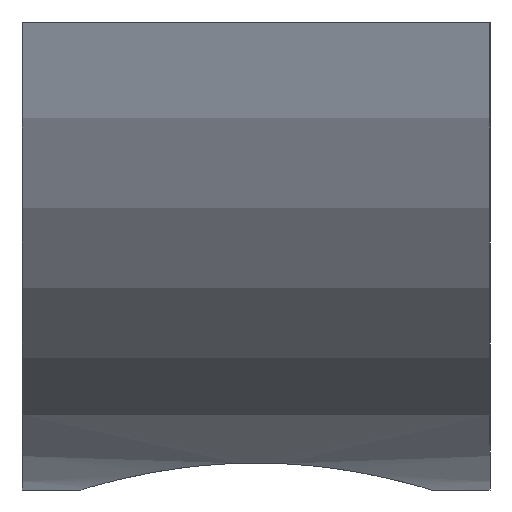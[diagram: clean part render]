
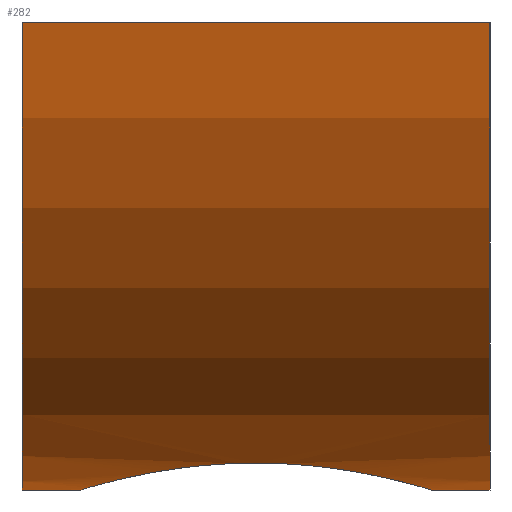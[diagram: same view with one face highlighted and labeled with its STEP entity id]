
A CAD part, left-side view. The second image highlights one B-rep face of the part: STEP entity #282.
In plain terms, the highlighted cylindrical face has radius 25 mm (diameter 50 mm), a partial arc.
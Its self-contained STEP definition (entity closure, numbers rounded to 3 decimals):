
#15=B_SPLINE_CURVE_WITH_KNOTS('',3,(#469,#470,#471,#472,#473,#474,#475,
#476,#477,#478),.UNSPECIFIED.,.F.,.F.,(4,2,2,2,4),(1.138,1.422,
1.706,1.991,2.275),.UNSPECIFIED.);
#16=B_SPLINE_CURVE_WITH_KNOTS('',3,(#480,#481,#482,#483,#484,#485,#486,
#487,#488,#489),.UNSPECIFIED.,.F.,.F.,(4,2,2,2,4),(2.275,2.56,
2.844,3.129,3.413),.UNSPECIFIED.);
#17=B_SPLINE_CURVE_WITH_KNOTS('',3,(#490,#491,#492,#493,#494,#495,#496,
#497,#498,#499,#500,#501,#502,#503,#504,#505,#506,#507,#508),
 .UNSPECIFIED.,.F.,.F.,(4,2,2,2,3,2,2,2,4),(3.413,3.697,
3.982,4.266,4.551,4.835,5.12,
5.404,5.688),.UNSPECIFIED.);
#18=CYLINDRICAL_SURFACE('',#322,25.);
#32=FACE_BOUND('',#63,.T.);
#40=FACE_OUTER_BOUND('',#62,.T.);
#62=EDGE_LOOP('',(#232,#233,#234,#235));
#63=EDGE_LOOP('',(#236,#237,#238));
#84=LINE('',#460,#107);
#87=LINE('',#464,#110);
#107=VECTOR('',#379,10.);
#110=VECTOR('',#384,10.);
#118=CIRCLE('',#308,25.);
#123=CIRCLE('',#314,25.);
#136=VERTEX_POINT('',#428);
#137=VERTEX_POINT('',#430);
#143=VERTEX_POINT('',#444);
#144=VERTEX_POINT('',#446);
#150=VERTEX_POINT('',#467);
#151=VERTEX_POINT('',#468);
#152=VERTEX_POINT('',#479);
#164=EDGE_CURVE('',#136,#137,#118,.T.);
#172=EDGE_CURVE('',#144,#143,#123,.T.);
#179=EDGE_CURVE('',#143,#137,#84,.T.);
#182=EDGE_CURVE('',#136,#144,#87,.T.);
#183=EDGE_CURVE('',#150,#151,#15,.T.);
#184=EDGE_CURVE('',#151,#152,#16,.T.);
#185=EDGE_CURVE('',#152,#150,#17,.T.);
#232=ORIENTED_EDGE('',*,*,#179,.T.);
#233=ORIENTED_EDGE('',*,*,#164,.F.);
#234=ORIENTED_EDGE('',*,*,#182,.T.);
#235=ORIENTED_EDGE('',*,*,#172,.T.);
#236=ORIENTED_EDGE('',*,*,#183,.T.);
#237=ORIENTED_EDGE('',*,*,#184,.T.);
#238=ORIENTED_EDGE('',*,*,#185,.T.);
#282=ADVANCED_FACE('',(#40,#32),#18,.T.);
#308=AXIS2_PLACEMENT_3D('',#431,#350,#351);
#314=AXIS2_PLACEMENT_3D('',#447,#365,#366);
#322=AXIS2_PLACEMENT_3D('',#466,#387,#388);
#350=DIRECTION('center_axis',(0.,1.,0.));
#351=DIRECTION('ref_axis',(1.,0.,0.));
#365=DIRECTION('center_axis',(0.,1.,0.));
#366=DIRECTION('ref_axis',(1.,0.,0.));
#379=DIRECTION('',(0.,1.,0.));
#384=DIRECTION('',(0.,-1.,0.));
#387=DIRECTION('center_axis',(0.,1.,0.));
#388=DIRECTION('ref_axis',(1.,0.,0.));
#428=CARTESIAN_POINT('',(24.495,20.,-5.));
#430=CARTESIAN_POINT('',(-24.495,20.,-5.));
#431=CARTESIAN_POINT('Origin',(0.,20.,0.));
#444=CARTESIAN_POINT('',(-24.495,0.,-5.));
#446=CARTESIAN_POINT('',(24.495,0.,-5.));
#447=CARTESIAN_POINT('Origin',(0.,0.,0.));
#460=CARTESIAN_POINT('',(-24.495,0.,-5.));
#464=CARTESIAN_POINT('',(24.495,0.,-5.));
#466=CARTESIAN_POINT('Origin',(0.,0.,0.));
#467=CARTESIAN_POINT('',(0.,17.5,-25.));
#468=CARTESIAN_POINT('',(-7.5,10.,-23.848));
#469=CARTESIAN_POINT('Ctrl Pts',(0.,17.5,-25.));
#470=CARTESIAN_POINT('Ctrl Pts',(-0.948,17.5,-25.));
#471=CARTESIAN_POINT('Ctrl Pts',(-1.955,17.309,-24.941));
#472=CARTESIAN_POINT('Ctrl Pts',(-3.801,16.542,-24.727));
#473=CARTESIAN_POINT('Ctrl Pts',(-4.641,15.966,-24.575));
#474=CARTESIAN_POINT('Ctrl Pts',(-5.966,14.641,-24.287));
#475=CARTESIAN_POINT('Ctrl Pts',(-6.542,13.801,-24.132));
#476=CARTESIAN_POINT('Ctrl Pts',(-7.309,11.955,-23.911));
#477=CARTESIAN_POINT('Ctrl Pts',(-7.5,10.948,-23.848));
#478=CARTESIAN_POINT('Ctrl Pts',(-7.5,10.,-23.848));
#479=CARTESIAN_POINT('',(0.,2.5,-25.));
#480=CARTESIAN_POINT('Ctrl Pts',(-7.5,10.,-23.848));
#481=CARTESIAN_POINT('Ctrl Pts',(-7.5,9.052,-23.848));
#482=CARTESIAN_POINT('Ctrl Pts',(-7.309,8.045,-23.911));
#483=CARTESIAN_POINT('Ctrl Pts',(-6.542,6.199,-24.132));
#484=CARTESIAN_POINT('Ctrl Pts',(-5.966,5.359,-24.287));
#485=CARTESIAN_POINT('Ctrl Pts',(-4.641,4.034,-24.575));
#486=CARTESIAN_POINT('Ctrl Pts',(-3.801,3.458,-24.727));
#487=CARTESIAN_POINT('Ctrl Pts',(-1.955,2.691,-24.941));
#488=CARTESIAN_POINT('Ctrl Pts',(-0.948,2.5,-25.));
#489=CARTESIAN_POINT('Ctrl Pts',(0.,2.5,-25.));
#490=CARTESIAN_POINT('Ctrl Pts',(0.,2.5,-25.));
#491=CARTESIAN_POINT('Ctrl Pts',(0.948,2.5,-25.));
#492=CARTESIAN_POINT('Ctrl Pts',(1.955,2.691,-24.941));
#493=CARTESIAN_POINT('Ctrl Pts',(3.801,3.458,-24.727));
#494=CARTESIAN_POINT('Ctrl Pts',(4.641,4.034,-24.575));
#495=CARTESIAN_POINT('Ctrl Pts',(5.966,5.359,-24.287));
#496=CARTESIAN_POINT('Ctrl Pts',(6.542,6.199,-24.132));
#497=CARTESIAN_POINT('Ctrl Pts',(7.309,8.045,-23.911));
#498=CARTESIAN_POINT('Ctrl Pts',(7.5,9.052,-23.848));
#499=CARTESIAN_POINT('Ctrl Pts',(7.5,10.,-23.848));
#500=CARTESIAN_POINT('Ctrl Pts',(7.5,10.948,-23.848));
#501=CARTESIAN_POINT('Ctrl Pts',(7.309,11.955,-23.911));
#502=CARTESIAN_POINT('Ctrl Pts',(6.542,13.801,-24.132));
#503=CARTESIAN_POINT('Ctrl Pts',(5.966,14.641,-24.287));
#504=CARTESIAN_POINT('Ctrl Pts',(4.641,15.966,-24.575));
#505=CARTESIAN_POINT('Ctrl Pts',(3.801,16.542,-24.727));
#506=CARTESIAN_POINT('Ctrl Pts',(1.955,17.309,-24.941));
#507=CARTESIAN_POINT('Ctrl Pts',(0.948,17.5,-25.));
#508=CARTESIAN_POINT('Ctrl Pts',(0.,17.5,-25.));
